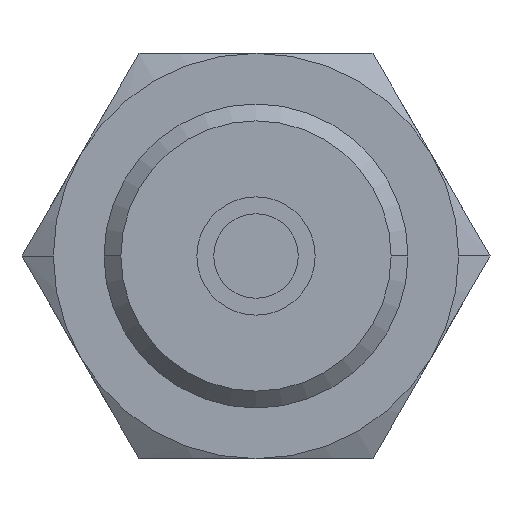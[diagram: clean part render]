
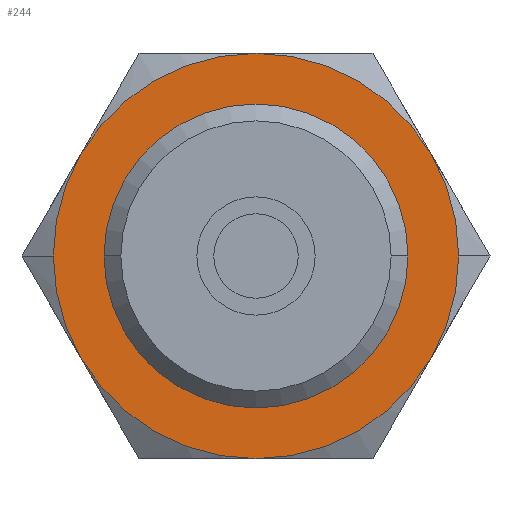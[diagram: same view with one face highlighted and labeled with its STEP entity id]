
A CAD part, front view. The second image highlights one B-rep face of the part: STEP entity #244.
In plain terms, the highlighted planar face has unit normal (0, -1, 0).
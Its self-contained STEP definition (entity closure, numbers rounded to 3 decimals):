
#244=ADVANCED_FACE('',(#404,#405),#406,.T.);
#404=FACE_OUTER_BOUND('',#571,.T.);
#405=FACE_BOUND('',#572,.T.);
#406=PLANE('',#573);
#571=EDGE_LOOP('',(#1091,#1092,#1093,#1094,#1095,#1096,#1097,#1098));
#572=EDGE_LOOP('',(#1099,#1100));
#573=AXIS2_PLACEMENT_3D('',#1101,#1102,#1103);
#1091=ORIENTED_EDGE('',*,*,#1297,.F.);
#1092=ORIENTED_EDGE('',*,*,#1283,.F.);
#1093=ORIENTED_EDGE('',*,*,#1286,.F.);
#1094=ORIENTED_EDGE('',*,*,#1288,.F.);
#1095=ORIENTED_EDGE('',*,*,#1281,.F.);
#1096=ORIENTED_EDGE('',*,*,#1292,.F.);
#1097=ORIENTED_EDGE('',*,*,#1295,.F.);
#1098=ORIENTED_EDGE('',*,*,#1277,.F.);
#1099=ORIENTED_EDGE('',*,*,#1317,.T.);
#1100=ORIENTED_EDGE('',*,*,#1261,.T.);
#1101=CARTESIAN_POINT('',(10.5,-8.0,0.0));
#1102=DIRECTION('',(0.0,-1.0,0.0));
#1103=DIRECTION('',(-1.0,0.0,0.0));
#1261=EDGE_CURVE('',#1488,#1485,#1489,.T.);
#1277=EDGE_CURVE('',#1515,#1518,#1519,.T.);
#1281=EDGE_CURVE('',#1524,#1522,#1526,.T.);
#1283=EDGE_CURVE('',#1528,#1530,#1531,.T.);
#1286=EDGE_CURVE('',#1534,#1528,#1536,.T.);
#1288=EDGE_CURVE('',#1522,#1534,#1538,.T.);
#1292=EDGE_CURVE('',#1542,#1524,#1544,.T.);
#1295=EDGE_CURVE('',#1518,#1542,#1548,.T.);
#1297=EDGE_CURVE('',#1530,#1515,#1550,.T.);
#1317=EDGE_CURVE('',#1485,#1488,#1578,.T.);
#1485=VERTEX_POINT('',#2074);
#1488=VERTEX_POINT('',#2078);
#1489=CIRCLE('',#2079,9.0);
#1515=VERTEX_POINT('',#2134);
#1518=VERTEX_POINT('',#2138);
#1519=CIRCLE('',#2139,12.0);
#1522=VERTEX_POINT('',#2153);
#1524=VERTEX_POINT('',#2156);
#1526=CIRCLE('',#2169,12.0);
#1528=VERTEX_POINT('',#2171);
#1530=VERTEX_POINT('',#2184);
#1531=CIRCLE('',#2185,12.0);
#1534=VERTEX_POINT('',#2199);
#1536=CIRCLE('',#2212,12.0);
#1538=CIRCLE('',#2225,12.0);
#1542=VERTEX_POINT('',#2251);
#1544=CIRCLE('',#2264,12.0);
#1548=CIRCLE('',#2290,12.0);
#1550=CIRCLE('',#2303,12.0);
#1578=CIRCLE('',#2441,9.0);
#2074=CARTESIAN_POINT('',(9.0,-8.0,0.0));
#2078=CARTESIAN_POINT('',(-9.0,-8.0,0.));
#2079=AXIS2_PLACEMENT_3D('',#2623,#2624,#2625);
#2134=CARTESIAN_POINT('',(12.0,-8.0,0.));
#2138=CARTESIAN_POINT('',(10.392,-8.0,-6.0));
#2139=AXIS2_PLACEMENT_3D('',#2649,#2650,#2651);
#2153=CARTESIAN_POINT('',(-12.0,-8.0,0.));
#2156=CARTESIAN_POINT('',(-10.392,-8.0,-6.0));
#2169=AXIS2_PLACEMENT_3D('',#2653,#2654,#2655);
#2171=CARTESIAN_POINT('',(0.,-8.0,12.0));
#2184=CARTESIAN_POINT('',(10.392,-8.0,6.0));
#2185=AXIS2_PLACEMENT_3D('',#2656,#2657,#2658);
#2199=CARTESIAN_POINT('',(-10.392,-8.0,6.0));
#2212=AXIS2_PLACEMENT_3D('',#2659,#2660,#2661);
#2225=AXIS2_PLACEMENT_3D('',#2662,#2663,#2664);
#2251=CARTESIAN_POINT('',(0.0,-8.0,-12.0));
#2264=AXIS2_PLACEMENT_3D('',#2665,#2666,#2667);
#2290=AXIS2_PLACEMENT_3D('',#2668,#2669,#2670);
#2303=AXIS2_PLACEMENT_3D('',#2671,#2672,#2673);
#2441=AXIS2_PLACEMENT_3D('',#2701,#2702,#2703);
#2623=CARTESIAN_POINT('',(0.0,-8.0,0.0));
#2624=DIRECTION('',(0.0,1.0,0.0));
#2625=DIRECTION('',(1.0,0.0,0.0));
#2649=CARTESIAN_POINT('',(0.0,-8.0,0.0));
#2650=DIRECTION('',(0.0,1.0,0.0));
#2651=DIRECTION('',(1.0,0.0,0.0));
#2653=CARTESIAN_POINT('',(0.0,-8.0,0.0));
#2654=DIRECTION('',(0.0,1.0,0.0));
#2655=DIRECTION('',(1.0,0.0,0.0));
#2656=CARTESIAN_POINT('',(0.0,-8.0,0.0));
#2657=DIRECTION('',(0.0,1.0,0.0));
#2658=DIRECTION('',(1.0,0.0,0.0));
#2659=CARTESIAN_POINT('',(0.0,-8.0,0.0));
#2660=DIRECTION('',(0.0,1.0,0.0));
#2661=DIRECTION('',(1.0,0.0,0.0));
#2662=CARTESIAN_POINT('',(0.0,-8.0,0.0));
#2663=DIRECTION('',(0.0,1.0,0.0));
#2664=DIRECTION('',(1.0,0.0,0.0));
#2665=CARTESIAN_POINT('',(0.0,-8.0,0.0));
#2666=DIRECTION('',(0.0,1.0,0.0));
#2667=DIRECTION('',(1.0,0.0,0.0));
#2668=CARTESIAN_POINT('',(0.0,-8.0,0.0));
#2669=DIRECTION('',(0.0,1.0,0.0));
#2670=DIRECTION('',(1.0,0.0,0.0));
#2671=CARTESIAN_POINT('',(0.0,-8.0,0.0));
#2672=DIRECTION('',(0.0,1.0,0.0));
#2673=DIRECTION('',(1.0,0.0,0.0));
#2701=CARTESIAN_POINT('',(0.0,-8.0,0.0));
#2702=DIRECTION('',(0.0,1.0,0.0));
#2703=DIRECTION('',(1.0,0.0,0.0));
